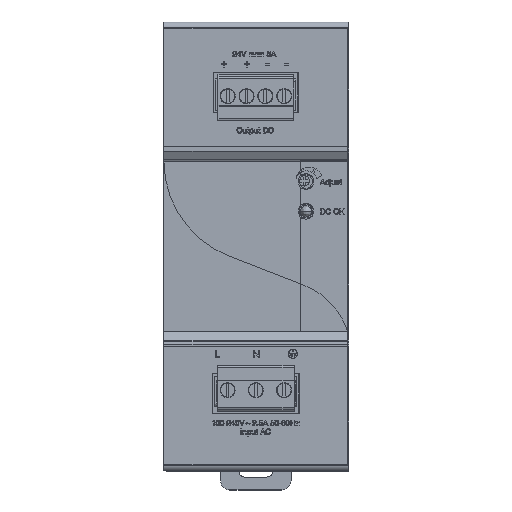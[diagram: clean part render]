
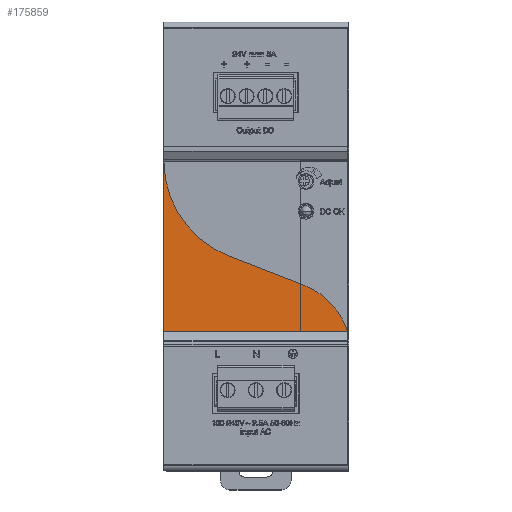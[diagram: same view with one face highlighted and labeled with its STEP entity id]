
A CAD part, top view. The second image highlights one B-rep face of the part: STEP entity #175859.
In plain terms, the highlighted planar face has unit normal (0, 0, 1).
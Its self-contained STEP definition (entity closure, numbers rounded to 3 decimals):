
#2779 = EDGE_LOOP ( 'NONE', ( #36573, #11046, #35917, #9242, #44406 ) ) ;
#6997 = EDGE_CURVE ( 'NONE', #100024, #16732, #57799, .T. ) ;
#7207 = CARTESIAN_POINT ( 'NONE',  ( -24.8, 23.022, -1.5 ) ) ;
#8334 = CARTESIAN_POINT ( 'NONE',  ( -7.082, -2.614, -1.5 ) ) ;
#9242 = ORIENTED_EDGE ( 'NONE', *, *, #186192, .T. ) ;
#11046 = ORIENTED_EDGE ( 'NONE', *, *, #44730, .T. ) ;
#11655 = CARTESIAN_POINT ( 'NONE',  ( 24.8, -23.022, -1.5 ) ) ;
#16732 = VERTEX_POINT ( 'NONE', #70339 ) ;
#16918 = CARTESIAN_POINT ( 'NONE',  ( 5.62, -29.151, -1.5 ) ) ;
#22112 = VECTOR ( 'NONE', #26542, 1000. ) ;
#24941 = DIRECTION ( 'NONE',  ( -0.932, 0.363, 0. ) ) ;
#26542 = DIRECTION ( 'NONE',  ( -1., 0., 0. ) ) ;
#31778 = DIRECTION ( 'NONE',  ( 0.941, 0.339, 0. ) ) ;
#35286 = DIRECTION ( 'NONE',  ( 0., -1., 0. ) ) ;
#35917 = ORIENTED_EDGE ( 'NONE', *, *, #61689, .T. ) ;
#36573 = ORIENTED_EDGE ( 'NONE', *, *, #6997, .T. ) ;
#37504 = AXIS2_PLACEMENT_3D ( 'NONE', #16918, #120510, #31778 ) ;
#39836 = CARTESIAN_POINT ( 'NONE',  ( -24.8, -23.022, -1.5 ) ) ;
#42303 = CARTESIAN_POINT ( 'NONE',  ( 24.8, 0., -1.5 ) ) ;
#44406 = ORIENTED_EDGE ( 'NONE', *, *, #82198, .F. ) ;
#44730 = EDGE_CURVE ( 'NONE', #16732, #58762, #138331, .T. ) ;
#54235 = AXIS2_PLACEMENT_3D ( 'NONE', #42303, #57282, #160791 ) ;
#57282 = DIRECTION ( 'NONE',  ( 0., 0., 1. ) ) ;
#57799 = CIRCLE ( 'NONE', #37504, 20.127 ) ;
#58762 = VERTEX_POINT ( 'NONE', #8334 ) ;
#61527 = LINE ( 'NONE', #11655, #22112 ) ;
#61689 = EDGE_CURVE ( 'NONE', #58762, #168274, #177785, .T. ) ;
#66388 = AXIS2_PLACEMENT_3D ( 'NONE', #156476, #67840, #171413 ) ;
#66709 = LINE ( 'NONE', #138265, #71279 ) ;
#67840 = DIRECTION ( 'NONE',  ( 0., 0., -1. ) ) ;
#68992 = CARTESIAN_POINT ( 'NONE',  ( 12.088, -10.092, -1.5 ) ) ;
#70339 = CARTESIAN_POINT ( 'NONE',  ( 12.088, -10.092, -1.5 ) ) ;
#71279 = VECTOR ( 'NONE', #35286, 1000. ) ;
#75067 = CARTESIAN_POINT ( 'NONE',  ( 24.798, -23.023, -1.5 ) ) ;
#82198 = EDGE_CURVE ( 'NONE', #100024, #111655, #61527, .T. ) ;
#86357 = PLANE ( 'NONE',  #54235 ) ;
#100024 = VERTEX_POINT ( 'NONE', #75067 ) ;
#111655 = VERTEX_POINT ( 'NONE', #39836 ) ;
#120510 = DIRECTION ( 'NONE',  ( 0., 0., 1. ) ) ;
#138265 = CARTESIAN_POINT ( 'NONE',  ( -24.8, 23.022, -1.5 ) ) ;
#138331 = LINE ( 'NONE', #68992, #173091 ) ;
#156476 = CARTESIAN_POINT ( 'NONE',  ( 2.605, 23.022, -1.5 ) ) ;
#160791 = DIRECTION ( 'NONE',  ( 1., 0., 0. ) ) ;
#168274 = VERTEX_POINT ( 'NONE', #7207 ) ;
#168847 = FACE_OUTER_BOUND ( 'NONE', #2779, .T. ) ;
#171413 = DIRECTION ( 'NONE',  ( -0.353, -0.935, 0. ) ) ;
#173091 = VECTOR ( 'NONE', #24941, 1000. ) ;
#175859 = ADVANCED_FACE ( 'NONE', ( #168847 ), #86357, .T. ) ;
#177785 = CIRCLE ( 'NONE', #66388, 27.405 ) ;
#186192 = EDGE_CURVE ( 'NONE', #168274, #111655, #66709, .T. ) ;
